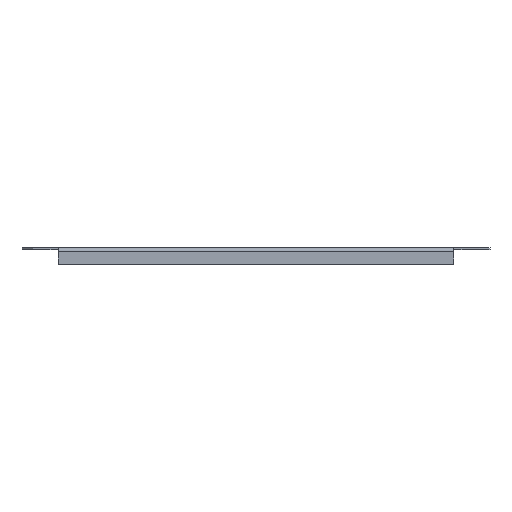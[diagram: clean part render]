
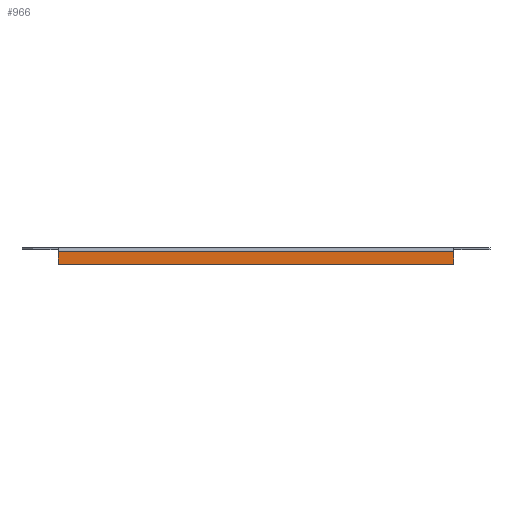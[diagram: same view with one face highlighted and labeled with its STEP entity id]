
A CAD part, left-side view. The second image highlights one B-rep face of the part: STEP entity #966.
In plain terms, the highlighted planar face has unit normal (-1, 0, 0).
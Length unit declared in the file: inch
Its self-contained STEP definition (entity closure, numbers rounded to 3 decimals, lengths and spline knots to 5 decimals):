
#927=CARTESIAN_POINT('',(0.,1.718,0.09375));
#928=DIRECTION('',(-1.0,0.0,0.0));
#929=DIRECTION('',(0.0,0.0,1.0));
#930=AXIS2_PLACEMENT_3D('',#927,#928,#929);
#931=PLANE('',#930);
#932=CARTESIAN_POINT('',(0.,20.482,-0.09375));
#933=VERTEX_POINT('',#932);
#934=CARTESIAN_POINT('',(0.,1.718,-0.09375));
#935=VERTEX_POINT('',#934);
#936=CARTESIAN_POINT('',(0.,20.482,-0.09375));
#937=DIRECTION('',(0.0,-1.0,0.0));
#938=VECTOR('',#937,18.764);
#939=LINE('',#936,#938);
#940=EDGE_CURVE('',#933,#935,#939,.T.);
#941=ORIENTED_EDGE('',*,*,#940,.F.);
#942=CARTESIAN_POINT('',(0.,20.482,-0.68025));
#943=VERTEX_POINT('',#942);
#944=CARTESIAN_POINT('',(0.,20.482,-0.09375));
#945=DIRECTION('',(0.0,0.0,-1.0));
#946=VECTOR('',#945,0.5865);
#947=LINE('',#944,#946);
#948=EDGE_CURVE('',#933,#943,#947,.T.);
#949=ORIENTED_EDGE('',*,*,#948,.T.);
#950=CARTESIAN_POINT('',(0.,1.718,-0.68025));
#951=VERTEX_POINT('',#950);
#952=CARTESIAN_POINT('',(0.,1.718,-0.68025));
#953=DIRECTION('',(0.0,1.0,0.0));
#954=VECTOR('',#953,18.764);
#955=LINE('',#952,#954);
#956=EDGE_CURVE('',#951,#943,#955,.T.);
#957=ORIENTED_EDGE('',*,*,#956,.F.);
#958=CARTESIAN_POINT('',(0.,1.718,-0.68025));
#959=DIRECTION('',(0.0,0.0,1.0));
#960=VECTOR('',#959,0.5865);
#961=LINE('',#958,#960);
#962=EDGE_CURVE('',#951,#935,#961,.T.);
#963=ORIENTED_EDGE('',*,*,#962,.T.);
#964=EDGE_LOOP('',(#941,#949,#957,#963));
#965=FACE_OUTER_BOUND('',#964,.T.);
#966=ADVANCED_FACE('',(#965),#931,.T.);
